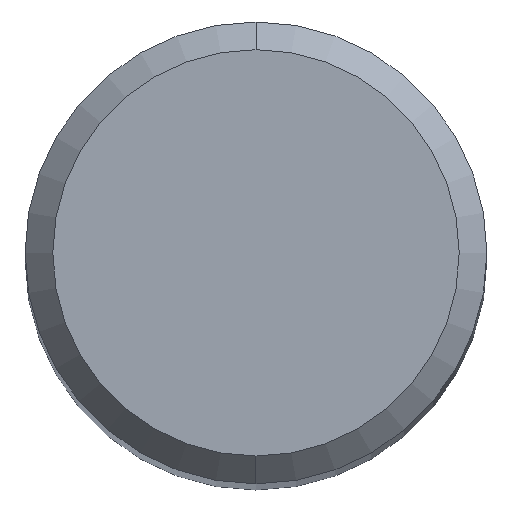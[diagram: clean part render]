
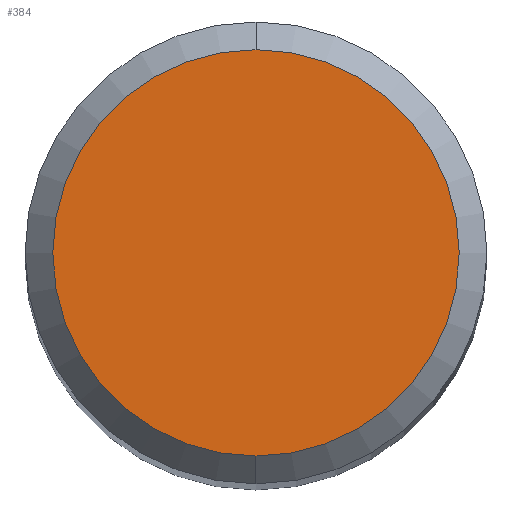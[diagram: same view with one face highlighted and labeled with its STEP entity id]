
A CAD part, top view. The second image highlights one B-rep face of the part: STEP entity #384.
In plain terms, the highlighted planar face has unit normal (0, 0, 1).
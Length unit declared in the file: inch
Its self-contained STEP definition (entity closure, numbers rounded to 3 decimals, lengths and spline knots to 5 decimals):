
#18 = VERTEX_POINT ( 'NONE', #242 ) ;
#39 = CARTESIAN_POINT ( 'NONE',  ( 0., 0., 0. ) ) ;
#44 = AXIS2_PLACEMENT_3D ( 'NONE', #363, #533, #408 ) ;
#45 = EDGE_LOOP ( 'NONE', ( #255, #352 ) ) ;
#58 = CARTESIAN_POINT ( 'NONE',  ( 0., -0.11, 0. ) ) ;
#165 = DIRECTION ( 'NONE',  ( 0., -1., 0. ) ) ;
#242 = CARTESIAN_POINT ( 'NONE',  ( 0., 0.11, 0. ) ) ;
#249 = EDGE_CURVE ( 'NONE', #18, #343, #275, .T. ) ;
#255 = ORIENTED_EDGE ( 'NONE', *, *, #249, .T. ) ;
#269 = PLANE ( 'NONE',  #44 ) ;
#275 = CIRCLE ( 'NONE', #517, 0.11 ) ;
#315 = DIRECTION ( 'NONE',  ( 0., -1., 0. ) ) ;
#318 = CARTESIAN_POINT ( 'NONE',  ( 0., 0., 0. ) ) ;
#343 = VERTEX_POINT ( 'NONE', #58 ) ;
#352 = ORIENTED_EDGE ( 'NONE', *, *, #416, .T. ) ;
#363 = CARTESIAN_POINT ( 'NONE',  ( 0., 0.11, 0. ) ) ;
#382 = CIRCLE ( 'NONE', #404, 0.11 ) ;
#384 = ADVANCED_FACE ( 'NONE', ( #417 ), #269, .F. ) ;
#404 = AXIS2_PLACEMENT_3D ( 'NONE', #318, #452, #315 ) ;
#408 = DIRECTION ( 'NONE',  ( 0., 1., 0. ) ) ;
#416 = EDGE_CURVE ( 'NONE', #343, #18, #382, .T. ) ;
#417 = FACE_OUTER_BOUND ( 'NONE', #45, .T. ) ;
#452 = DIRECTION ( 'NONE',  ( 0., 0., 1. ) ) ;
#517 = AXIS2_PLACEMENT_3D ( 'NONE', #39, #562, #165 ) ;
#533 = DIRECTION ( 'NONE',  ( 0., 0., -1. ) ) ;
#562 = DIRECTION ( 'NONE',  ( 0., 0., 1. ) ) ;
